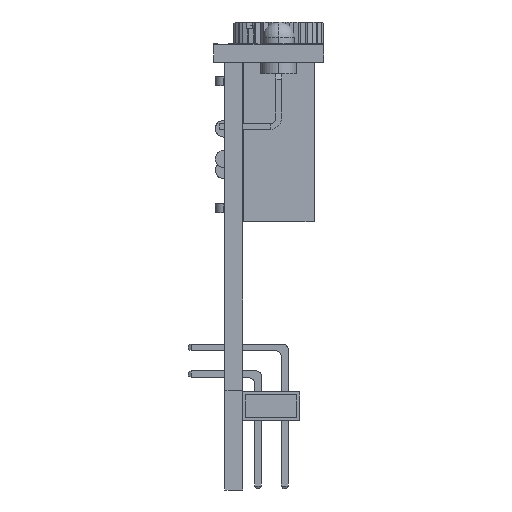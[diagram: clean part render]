
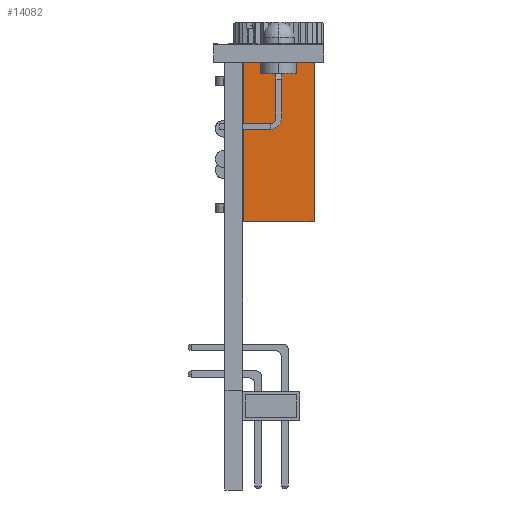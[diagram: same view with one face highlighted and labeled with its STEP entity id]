
A CAD part, front view. The second image highlights one B-rep face of the part: STEP entity #14082.
In plain terms, the highlighted free-form (B-spline) face has degree [1, 1] with [2, 2] control points.
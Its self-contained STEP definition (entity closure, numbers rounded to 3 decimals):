
#1058 = VERTEX_POINT ( 'NONE', #6690 ) ;
#3069 = CARTESIAN_POINT ( 'NONE',  ( 14.2, 0., 5.5 ) ) ;
#3698 = ORIENTED_EDGE ( 'NONE', *, *, #13316, .T. ) ;
#4717 = B_SPLINE_CURVE_WITH_KNOTS ( 'NONE', 1,
 ( #21396, #31850 ),
 .UNSPECIFIED., .F., .F.,
 ( 2, 2 ),
 ( 0., 6.3 ),
 .UNSPECIFIED. ) ;
#6690 = CARTESIAN_POINT ( 'NONE',  ( 0., 0., 5.5 ) ) ;
#7184 = EDGE_LOOP ( 'NONE', ( #3698, #8621, #8128, #11288 ) ) ;
#7986 = CARTESIAN_POINT ( 'NONE',  ( 0., 0., 5.5 ) ) ;
#8128 = ORIENTED_EDGE ( 'NONE', *, *, #11329, .F. ) ;
#8621 = ORIENTED_EDGE ( 'NONE', *, *, #26897, .F. ) ;
#8694 = CARTESIAN_POINT ( 'NONE',  ( 0., 0., 5.5 ) ) ;
#8804 = CARTESIAN_POINT ( 'NONE',  ( 0., 6.3, 5.5 ) ) ;
#11288 = ORIENTED_EDGE ( 'NONE', *, *, #25403, .T. ) ;
#11329 = EDGE_CURVE ( 'NONE', #15932, #25053, #24258, .T. ) ;
#13316 = EDGE_CURVE ( 'NONE', #1058, #13522, #28888, .T. ) ;
#13522 = VERTEX_POINT ( 'NONE', #26655 ) ;
#14082 = ADVANCED_FACE ( 'NONE', ( #21244 ), #26234, .F. ) ;
#15932 = VERTEX_POINT ( 'NONE', #29657 ) ;
#21244 = FACE_OUTER_BOUND ( 'NONE', #7184, .T. ) ;
#21396 = CARTESIAN_POINT ( 'NONE',  ( 0., 6.3, 5.5 ) ) ;
#22728 = CARTESIAN_POINT ( 'NONE',  ( 14.2, 6.3, 5.5 ) ) ;
#23478 = CARTESIAN_POINT ( 'NONE',  ( 14.2, 0., 5.5 ) ) ;
#24258 = B_SPLINE_CURVE_WITH_KNOTS ( 'NONE', 1,
 ( #25263, #30775 ),
 .UNSPECIFIED., .F., .F.,
 ( 2, 2 ),
 ( 0., 14.2 ),
 .UNSPECIFIED. ) ;
#25053 = VERTEX_POINT ( 'NONE', #31304 ) ;
#25263 = CARTESIAN_POINT ( 'NONE',  ( 0., 6.3, 5.5 ) ) ;
#25403 = EDGE_CURVE ( 'NONE', #15932, #1058, #4717, .T. ) ;
#26234 = B_SPLINE_SURFACE_WITH_KNOTS ( 'NONE', 1, 1, ( 
 ( #23478, #31372 ),
 ( #7986, #8804 ) ),
 .UNSPECIFIED., .F., .F., .F.,
 ( 2, 2 ),
 ( 2, 2 ),
 ( -14.2, 0. ),
 ( -6.3, 0. ),
 .UNSPECIFIED. ) ;
#26655 = CARTESIAN_POINT ( 'NONE',  ( 14.2, 0., 5.5 ) ) ;
#26897 = EDGE_CURVE ( 'NONE', #25053, #13522, #29473, .T. ) ;
#28888 = B_SPLINE_CURVE_WITH_KNOTS ( 'NONE', 1,
 ( #8694, #3069 ),
 .UNSPECIFIED., .F., .F.,
 ( 2, 2 ),
 ( 0., 14.2 ),
 .UNSPECIFIED. ) ;
#29473 = B_SPLINE_CURVE_WITH_KNOTS ( 'NONE', 1,
 ( #22728, #30602 ),
 .UNSPECIFIED., .F., .F.,
 ( 2, 2 ),
 ( 0., 6.3 ),
 .UNSPECIFIED. ) ;
#29657 = CARTESIAN_POINT ( 'NONE',  ( 0., 6.3, 5.5 ) ) ;
#30602 = CARTESIAN_POINT ( 'NONE',  ( 14.2, 0., 5.5 ) ) ;
#30775 = CARTESIAN_POINT ( 'NONE',  ( 14.2, 6.3, 5.5 ) ) ;
#31304 = CARTESIAN_POINT ( 'NONE',  ( 14.2, 6.3, 5.5 ) ) ;
#31372 = CARTESIAN_POINT ( 'NONE',  ( 14.2, 6.3, 5.5 ) ) ;
#31850 = CARTESIAN_POINT ( 'NONE',  ( 0., 0., 5.5 ) ) ;
